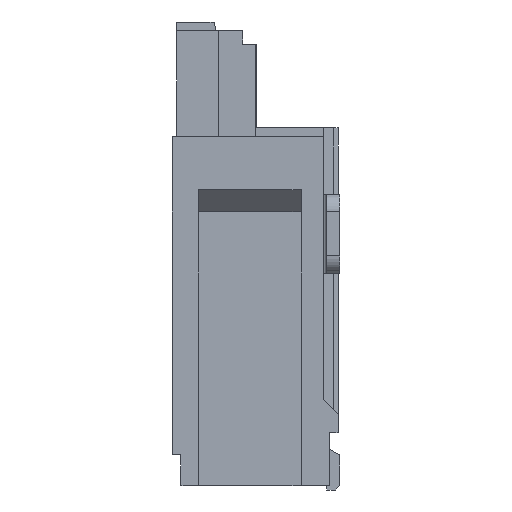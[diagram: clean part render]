
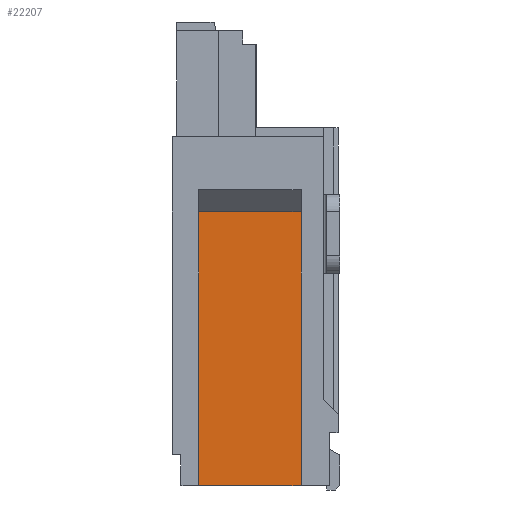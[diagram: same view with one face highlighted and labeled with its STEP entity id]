
A CAD part, left-side view. The second image highlights one B-rep face of the part: STEP entity #22207.
In plain terms, the highlighted planar face has unit normal (-1, 0, 0).
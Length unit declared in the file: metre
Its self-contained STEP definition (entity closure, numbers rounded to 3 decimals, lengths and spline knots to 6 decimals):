
#1367=ORIENTED_EDGE('',*,*,#7829,.F.);
#1368=ORIENTED_EDGE('',*,*,#7833,.T.);
#1369=ORIENTED_EDGE('',*,*,#7823,.T.);
#1370=ORIENTED_EDGE('',*,*,#7831,.T.);
#7823=EDGE_CURVE('',#11037,#11038,#13208,.T.);
#7829=EDGE_CURVE('',#11043,#11044,#13214,.T.);
#7831=EDGE_CURVE('',#11038,#11044,#13216,.T.);
#7833=EDGE_CURVE('',#11043,#11037,#13218,.T.);
#11037=VERTEX_POINT('',#34601);
#11038=VERTEX_POINT('',#34602);
#11043=VERTEX_POINT('',#34613);
#11044=VERTEX_POINT('',#34615);
#13208=LINE('',#34600,#16140);
#13214=LINE('',#34614,#16146);
#13216=LINE('',#34618,#16148);
#13218=LINE('',#34621,#16150);
#16140=VECTOR('',#28652,1.);
#16146=VECTOR('',#28660,1.);
#16148=VECTOR('',#28664,1.);
#16150=VECTOR('',#28668,1.);
#18927=EDGE_LOOP('',(#1367,#1368,#1369,#1370));
#20081=FACE_BOUND('',#18927,.T.);
#21231=PLANE('',#26910);
#22207=ADVANCED_FACE('',(#20081),#21231,.F.);
#26910=AXIS2_PLACEMENT_3D('',#34620,#28666,#28667);
#28652=DIRECTION('',(0.,0.,1.));
#28660=DIRECTION('',(0.,0.,1.));
#28664=DIRECTION('',(0.,1.,0.));
#28666=DIRECTION('',(1.,0.,0.));
#28667=DIRECTION('',(0.,-1.,0.));
#28668=DIRECTION('',(0.,-1.,0.));
#34600=CARTESIAN_POINT('',(-0.0066,0.00042,-0.00405));
#34601=CARTESIAN_POINT('',(-0.0066,0.00042,-0.00405));
#34602=CARTESIAN_POINT('',(-0.0066,0.00042,-0.00095));
#34613=CARTESIAN_POINT('',(-0.0066,0.00158,-0.00405));
#34614=CARTESIAN_POINT('',(-0.0066,0.00158,-0.00405));
#34615=CARTESIAN_POINT('',(-0.0066,0.00158,-0.00095));
#34618=CARTESIAN_POINT('',(-0.0066,0.00042,-0.00095));
#34620=CARTESIAN_POINT('',(-0.0066,0.00158,-0.00405));
#34621=CARTESIAN_POINT('',(-0.0066,0.00158,-0.00405));
